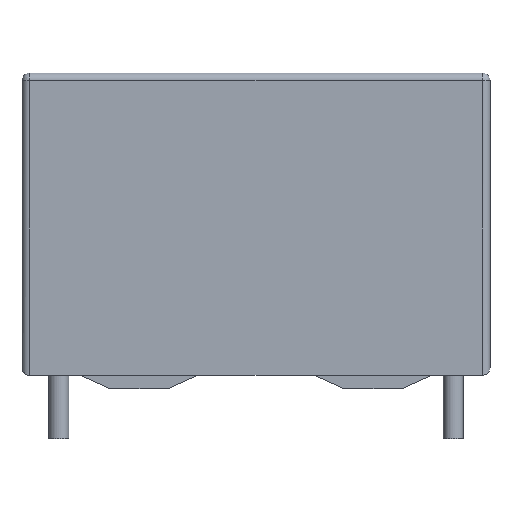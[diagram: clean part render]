
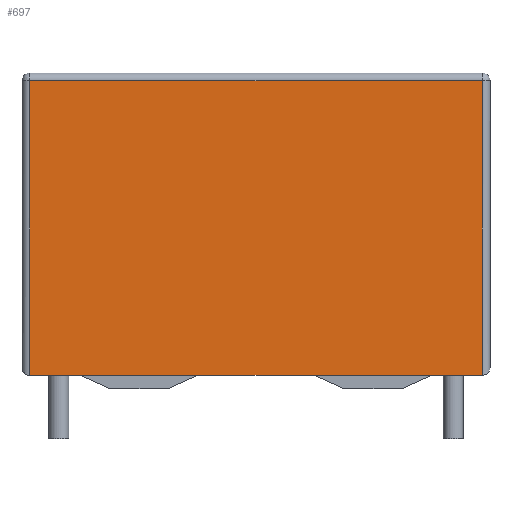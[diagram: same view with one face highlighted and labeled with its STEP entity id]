
A CAD part, front view. The second image highlights one B-rep face of the part: STEP entity #697.
In plain terms, the highlighted planar face has unit normal (0, -1, 0).
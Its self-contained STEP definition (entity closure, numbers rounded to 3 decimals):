
#49=LINE('',#1102,#121);
#51=LINE('',#1105,#123);
#58=LINE('',#1120,#130);
#61=LINE('',#1126,#133);
#121=VECTOR('',#899,10.);
#123=VECTOR('',#903,10.);
#130=VECTOR('',#918,10.);
#133=VECTOR('',#927,10.);
#215=FACE_OUTER_BOUND('',#265,.T.);
#265=EDGE_LOOP('',(#523,#524,#525,#526));
#316=VERTEX_POINT('',#1057);
#322=VERTEX_POINT('',#1071);
#327=VERTEX_POINT('',#1082);
#334=VERTEX_POINT('',#1119);
#395=EDGE_CURVE('',#327,#322,#49,.T.);
#397=EDGE_CURVE('',#322,#316,#51,.T.);
#405=EDGE_CURVE('',#316,#334,#58,.T.);
#409=EDGE_CURVE('',#327,#334,#61,.T.);
#523=ORIENTED_EDGE('',*,*,#405,.F.);
#524=ORIENTED_EDGE('',*,*,#397,.F.);
#525=ORIENTED_EDGE('',*,*,#395,.F.);
#526=ORIENTED_EDGE('',*,*,#409,.T.);
#647=PLANE('',#788);
#697=ADVANCED_FACE('',(#215),#647,.T.);
#788=AXIS2_PLACEMENT_3D('',#1125,#925,#926);
#899=DIRECTION('',(0.,0.,1.));
#903=DIRECTION('',(1.,0.,0.));
#918=DIRECTION('',(0.,0.,-1.));
#925=DIRECTION('center_axis',(0.,-1.,0.));
#926=DIRECTION('ref_axis',(0.,0.,-1.));
#927=DIRECTION('',(1.,0.,0.));
#1057=CARTESIAN_POINT('',(8.61,-2.9,11.71));
#1071=CARTESIAN_POINT('',(-8.61,-2.9,11.71));
#1082=CARTESIAN_POINT('',(-8.61,-2.9,0.5));
#1102=CARTESIAN_POINT('',(-8.61,-2.9,9.125));
#1105=CARTESIAN_POINT('',(4.45,-2.9,11.71));
#1119=CARTESIAN_POINT('',(8.61,-2.9,0.5));
#1120=CARTESIAN_POINT('',(8.61,-2.9,3.375));
#1125=CARTESIAN_POINT('Origin',(0.,-2.9,6.25));
#1126=CARTESIAN_POINT('',(-8.9,-2.9,0.5));
